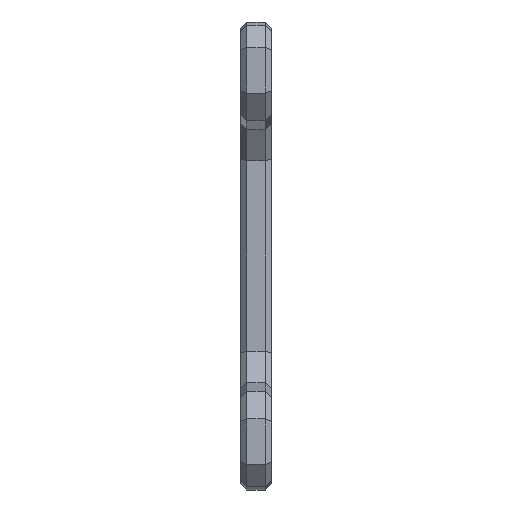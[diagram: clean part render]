
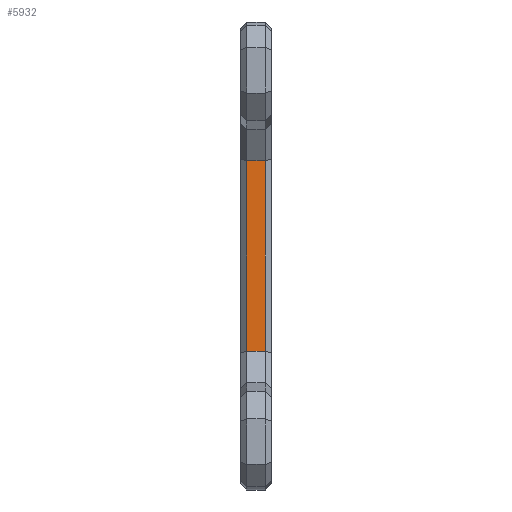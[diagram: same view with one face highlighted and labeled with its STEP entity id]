
A CAD part, left-side view. The second image highlights one B-rep face of the part: STEP entity #5932.
In plain terms, the highlighted planar face has unit normal (-1, 0, 0).
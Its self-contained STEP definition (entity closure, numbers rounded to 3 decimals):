
#630=FACE_OUTER_BOUND('',#1016,.T.);
#1016=EDGE_LOOP('',(#5328,#5329,#5330,#5331));
#1398=LINE('',#9045,#2076);
#1585=LINE('',#9485,#2263);
#1694=LINE('',#9784,#2372);
#1695=LINE('',#9786,#2373);
#2076=VECTOR('',#7047,10.);
#2263=VECTOR('',#7452,10.);
#2372=VECTOR('',#7789,10.);
#2373=VECTOR('',#7792,10.);
#2716=VERTEX_POINT('',#9037);
#2718=VERTEX_POINT('',#9043);
#2861=VERTEX_POINT('',#9480);
#2862=VERTEX_POINT('',#9484);
#3354=EDGE_CURVE('',#2718,#2716,#1398,.T.);
#3579=EDGE_CURVE('',#2862,#2861,#1585,.T.);
#3698=EDGE_CURVE('',#2718,#2861,#1694,.T.);
#3699=EDGE_CURVE('',#2716,#2862,#1695,.T.);
#5328=ORIENTED_EDGE('',*,*,#3354,.F.);
#5329=ORIENTED_EDGE('',*,*,#3698,.T.);
#5330=ORIENTED_EDGE('',*,*,#3579,.F.);
#5331=ORIENTED_EDGE('',*,*,#3699,.F.);
#5598=PLANE('',#6339);
#5932=ADVANCED_FACE('',(#630),#5598,.T.);
#6339=AXIS2_PLACEMENT_3D('',#9785,#7790,#7791);
#7047=DIRECTION('',(0.,0.,-1.));
#7452=DIRECTION('',(0.,0.,1.));
#7789=DIRECTION('',(0.,1.,0.));
#7790=DIRECTION('center_axis',(-1.,0.,0.));
#7791=DIRECTION('ref_axis',(0.,0.,1.));
#7792=DIRECTION('',(0.,1.,0.));
#9037=CARTESIAN_POINT('',(-72.89,0.5,-7.872));
#9043=CARTESIAN_POINT('',(-72.89,0.5,7.872));
#9045=CARTESIAN_POINT('',(-72.89,0.5,-3.936));
#9480=CARTESIAN_POINT('',(-72.89,2.,7.872));
#9484=CARTESIAN_POINT('',(-72.89,2.,-7.872));
#9485=CARTESIAN_POINT('',(-72.89,2.,-3.936));
#9784=CARTESIAN_POINT('',(-72.89,0.,7.872));
#9785=CARTESIAN_POINT('Origin',(-72.89,0.,-7.872));
#9786=CARTESIAN_POINT('',(-72.89,0.,-7.872));
